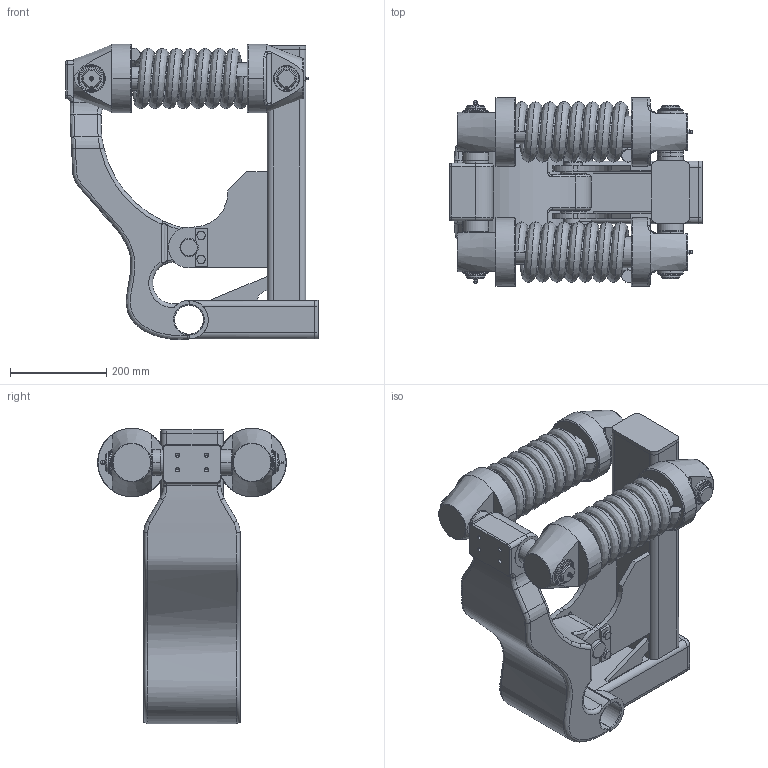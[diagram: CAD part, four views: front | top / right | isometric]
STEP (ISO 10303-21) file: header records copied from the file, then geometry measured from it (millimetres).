
FILE_DESCRIPTION (( 'STEP AP214' ), '1' );
FILE_NAME ('Kuppelklemme_STEPDatei.STEP', '2026-01-19T07:41:06', ( '' ), ( '' ), 'SwSTEP 2.0', 'SolidWorks 2024', '' );
FILE_SCHEMA (( 'AUTOMOTIVE_DESIGN' ));
Length unit declared in the file: millimetre
Products named in the file (26): Hohlprofil_DIN_EN_10219_140x80x521_Standard; Wange_DIN_EN_10058_200x205x8_Standard; Gussschenkel_Standard; Kuppelklemme_STEPDatei; Abdeckung_DIN_EN_10058_140x80x8_Standard; Achshalter_DIN_15058_40x8_Standard; Federkopf_Hinten_Standard; Rippe_DIN_EN_10058_120x50x8_Standard; Gelenksbolzen_Oben_Hinten_Standard; k0871_10x16; Hülse_DIN_EN_10220_38x54x17_Standard; Rohr_DIN_EN_10220_60x80x200_Standard; Buchse_DIN_ISO_4379-F_38x48x30_CuSn8P_Standard; Schweissschenkel_Standard; Spiralfeder_Standard; Kegelschmiernippel_DIN_71412-A_M8x1_Standard; Sicherungsring_DIN_471-38x1p75; stuetzring_Standard; Feder_Standard; Hohlprofil_DIN_EN_10219_140x80x242p5_Standard; Gelenksbolzen_Mitte_Standard; Hülse_DIN_EN_10220_38x54x22_Standard; Hülse_DIN_EN_10220_38x54x158_Standard; Federkopf_Vorne_Standard; Hülse_DIN_EN_10220_38x54x9p5_Standard; Gelenksbolzen_Oben_Vorne_Standard
Assembly tree (49 placements, depth 3):
  Kuppelklemme_STEPDatei
    Feder_Standard  x2
      Federkopf_Vorne_Standard
      Federkopf_Hinten_Standard
      Spiralfeder_Standard
      Kegelschmiernippel_DIN_71412-A_M8x1_Standard
    Gelenksbolzen_Oben_Vorne_Standard
    Gussschenkel_Standard
    Hülse_DIN_EN_10220_38x54x22_Standard
    Buchse_DIN_ISO_4379-F_38x48x30_CuSn8P_Standard  x10
    Kegelschmiernippel_DIN_71412-A_M8x1_Standard  x3
    Sicherungsring_DIN_471-38x1p75  x4
    Schweissschenkel_Standard
      Hülse_DIN_EN_10220_38x54x158_Standard
      Hohlprofil_DIN_EN_10219_140x80x521_Standard
      Hohlprofil_DIN_EN_10219_140x80x242p5_Standard
      Rohr_DIN_EN_10220_60x80x200_Standard
      Rippe_DIN_EN_10058_120x50x8_Standard  x2
      Abdeckung_DIN_EN_10058_140x80x8_Standard  x2
      Wange_DIN_EN_10058_200x205x8_Standard  x2
    Gelenksbolzen_Oben_Hinten_Standard
    Gelenksbolzen_Mitte_Standard
    Achshalter_DIN_15058_40x8_Standard
    Hülse_DIN_EN_10220_38x54x9p5_Standard  x2
    Hülse_DIN_EN_10220_38x54x17_Standard
    k0871_10x16  x2
    stuetzring_Standard  x4
Bounding box: 523.58 x 392 x 613.51 mm (x, y, z)
Volume: 20858457.6 mm3; surface area: 2393033 mm2
Topology: 50 solids, 50 shells, 1027 faces, 2316 edges, 1437 vertices
Faces by surface type: cylinder 397, plane 309, cone 206, bspline 53, torus 52, sphere 10
Entity records: 26834 total; most frequent: CARTESIAN_POINT 13229, DIRECTION 2844, ORIENTED_EDGE 2526, EDGE_CURVE 1263, AXIS2_PLACEMENT_3D 1170, VERTEX_POINT 782, EDGE_LOOP 647, CIRCLE 601
